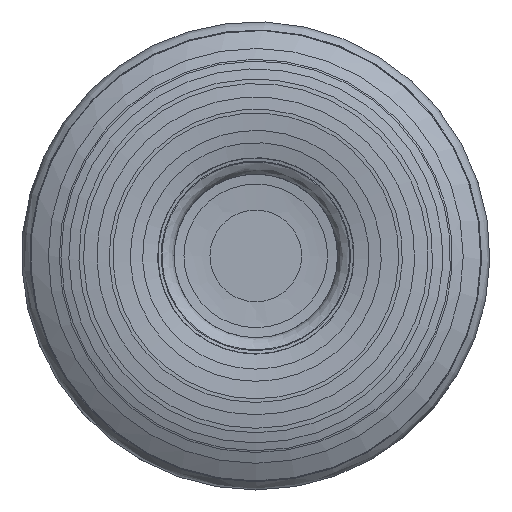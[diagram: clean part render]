
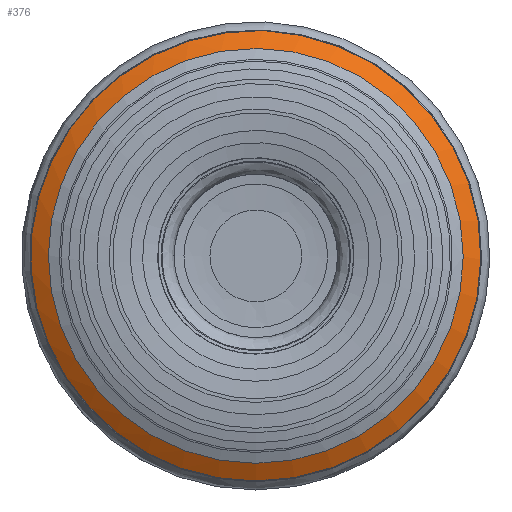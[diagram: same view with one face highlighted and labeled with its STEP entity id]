
A CAD part, left-side view. The second image highlights one B-rep face of the part: STEP entity #376.
In plain terms, the highlighted face is a revolution surface.
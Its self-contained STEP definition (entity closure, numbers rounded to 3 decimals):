
#117=SURFACE_OF_REVOLUTION('',#306,#150);
#150=AXIS1_PLACEMENT('',#3660,#1425);
#306=B_SPLINE_CURVE_WITH_KNOTS('',3,(#3653,#3654,#3655,#3656,#3657,#3658,
#3659),.UNSPECIFIED.,.F.,.F.,(4,3,4),(0.,0.499,1.),
 .UNSPECIFIED.);
#376=ADVANCED_FACE('',(#473,#474),#117,.T.);
#473=FACE_BOUND('',#598,.T.);
#474=FACE_BOUND('',#599,.T.);
#598=EDGE_LOOP('',(#820));
#599=EDGE_LOOP('',(#821));
#820=ORIENTED_EDGE('',*,*,#1044,.F.);
#821=ORIENTED_EDGE('',*,*,#1045,.T.);
#933=VERTEX_POINT('',#3645);
#934=VERTEX_POINT('',#3652);
#1044=EDGE_CURVE('',#933,#933,#1108,.T.);
#1045=EDGE_CURVE('',#934,#934,#1109,.T.);
#1108=CIRCLE('',#1207,9.172);
#1109=CIRCLE('',#1208,8.454);
#1207=AXIS2_PLACEMENT_3D('',#3644,#1420,#1421);
#1208=AXIS2_PLACEMENT_3D('',#3651,#1423,#1424);
#1420=DIRECTION('',(1.,0.,0.));
#1421=DIRECTION('',(0.,0.,-1.));
#1423=DIRECTION('',(1.,0.,0.));
#1424=DIRECTION('',(0.,0.,-1.));
#1425=DIRECTION('',(1.,0.,0.));
#3644=CARTESIAN_POINT('',(1.009,0.,0.));
#3645=CARTESIAN_POINT('',(1.009,0.,-9.172));
#3651=CARTESIAN_POINT('',(0.587,0.,0.));
#3652=CARTESIAN_POINT('',(0.587,0.,-8.454));
#3653=CARTESIAN_POINT('',(0.587,-8.022,2.67));
#3654=CARTESIAN_POINT('',(0.649,-8.151,2.669));
#3655=CARTESIAN_POINT('',(0.715,-8.279,2.669));
#3656=CARTESIAN_POINT('',(0.785,-8.404,2.67));
#3657=CARTESIAN_POINT('',(0.856,-8.529,2.671));
#3658=CARTESIAN_POINT('',(0.93,-8.653,2.672));
#3659=CARTESIAN_POINT('',(1.009,-8.774,2.674));
#3660=CARTESIAN_POINT('',(0.,0.,0.));
